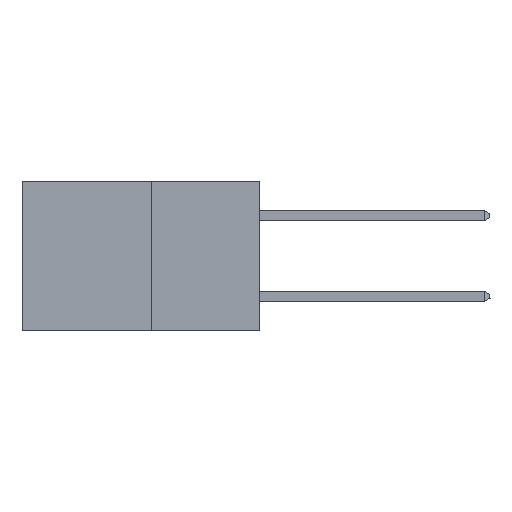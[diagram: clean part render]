
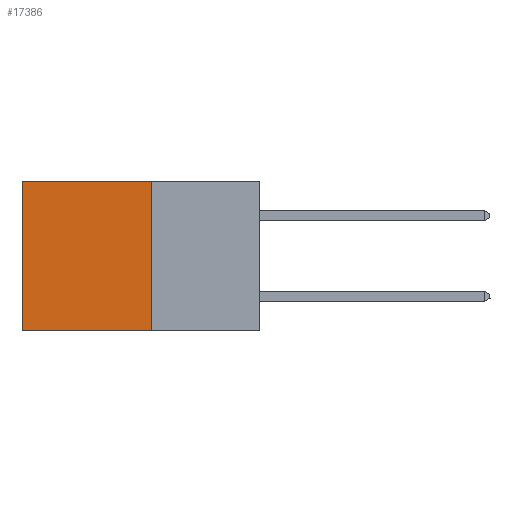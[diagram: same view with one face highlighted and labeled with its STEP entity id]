
A CAD part, left-side view. The second image highlights one B-rep face of the part: STEP entity #17386.
In plain terms, the highlighted planar face has unit normal (-1, 0, 0).
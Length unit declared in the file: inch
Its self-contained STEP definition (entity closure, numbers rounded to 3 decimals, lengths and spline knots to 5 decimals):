
#183 = VERTEX_POINT ( 'NONE', #23774 ) ;
#273 = VECTOR ( 'NONE', #24023, 39.37008 ) ;
#360 = VECTOR ( 'NONE', #15636, 39.37008 ) ;
#568 = AXIS2_PLACEMENT_3D ( 'NONE', #12915, #8947, #22973 ) ;
#813 = EDGE_CURVE ( 'NONE', #19014, #21523, #3520, .T. ) ;
#1186 = CARTESIAN_POINT ( 'NONE',  ( 0.277, 0.27, 0. ) ) ;
#1515 = CARTESIAN_POINT ( 'NONE',  ( 0.277, 0.59, -0.37 ) ) ;
#3489 = LINE ( 'NONE', #1186, #7609 ) ;
#3520 = LINE ( 'NONE', #1515, #24297 ) ;
#3883 = CARTESIAN_POINT ( 'NONE',  ( 0.277, 0.27, -0.37 ) ) ;
#5831 = ORIENTED_EDGE ( 'NONE', *, *, #19723, .F. ) ;
#7495 = EDGE_CURVE ( 'NONE', #11313, #183, #17026, .T. ) ;
#7609 = VECTOR ( 'NONE', #23222, 39.37008 ) ;
#8947 = DIRECTION ( 'NONE',  ( 1., 0., 0. ) ) ;
#9218 = DIRECTION ( 'NONE',  ( 0., 0., -1. ) ) ;
#9833 = ORIENTED_EDGE ( 'NONE', *, *, #24218, .T. ) ;
#10055 = CARTESIAN_POINT ( 'NONE',  ( 0.277, 0.27, 0. ) ) ;
#10631 = CARTESIAN_POINT ( 'NONE',  ( 0.277, 0.59, -0.37 ) ) ;
#11023 = LINE ( 'NONE', #3883, #273 ) ;
#11313 = VERTEX_POINT ( 'NONE', #10055 ) ;
#12530 = ORIENTED_EDGE ( 'NONE', *, *, #813, .T. ) ;
#12915 = CARTESIAN_POINT ( 'NONE',  ( 0.277, 0.27, -0.37 ) ) ;
#15427 = CARTESIAN_POINT ( 'NONE',  ( 0.277, 0.27, -0.37 ) ) ;
#15636 = DIRECTION ( 'NONE',  ( 0., 0., -1. ) ) ;
#17026 = LINE ( 'NONE', #15427, #360 ) ;
#17386 = ADVANCED_FACE ( 'NONE', ( #20851 ), #18936, .F. ) ;
#18091 = CARTESIAN_POINT ( 'NONE',  ( 0.277, 0.59, 0. ) ) ;
#18554 = EDGE_LOOP ( 'NONE', ( #12530, #5831, #22599, #9833 ) ) ;
#18936 = PLANE ( 'NONE',  #568 ) ;
#19014 = VERTEX_POINT ( 'NONE', #18091 ) ;
#19723 = EDGE_CURVE ( 'NONE', #183, #21523, #11023, .T. ) ;
#20851 = FACE_OUTER_BOUND ( 'NONE', #18554, .T. ) ;
#21523 = VERTEX_POINT ( 'NONE', #10631 ) ;
#22599 = ORIENTED_EDGE ( 'NONE', *, *, #7495, .F. ) ;
#22973 = DIRECTION ( 'NONE',  ( 0., 0., -1. ) ) ;
#23222 = DIRECTION ( 'NONE',  ( 0., 1., 0. ) ) ;
#23774 = CARTESIAN_POINT ( 'NONE',  ( 0.277, 0.27, -0.37 ) ) ;
#24023 = DIRECTION ( 'NONE',  ( 0., 1., 0. ) ) ;
#24218 = EDGE_CURVE ( 'NONE', #11313, #19014, #3489, .T. ) ;
#24297 = VECTOR ( 'NONE', #9218, 39.37008 ) ;
